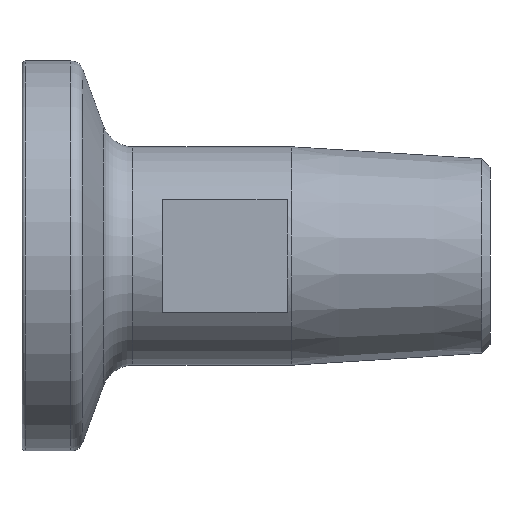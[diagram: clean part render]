
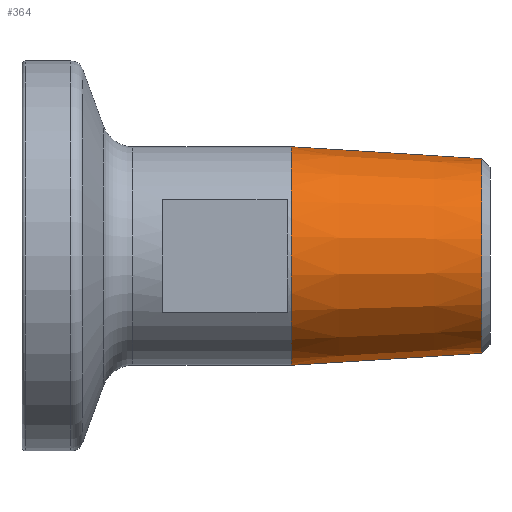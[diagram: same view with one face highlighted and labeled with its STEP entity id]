
A CAD part, front view. The second image highlights one B-rep face of the part: STEP entity #364.
In plain terms, the highlighted conical face has half-angle 3.576 degrees and reference radius 6.204 mm.
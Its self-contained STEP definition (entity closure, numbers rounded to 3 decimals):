
#26 = ORIENTED_EDGE ( 'NONE', *, *, #682, .T. ) ;
#55 = FACE_OUTER_BOUND ( 'NONE', #892, .T. ) ;
#61 = CARTESIAN_POINT ( 'NONE',  ( 17.269, 0., -7. ) ) ;
#118 = VERTEX_POINT ( 'NONE', #365 ) ;
#161 = DIRECTION ( 'NONE',  ( 0., 0., -1. ) ) ;
#173 = CARTESIAN_POINT ( 'NONE',  ( 30., 0., 0. ) ) ;
#177 = CARTESIAN_POINT ( 'NONE',  ( 30., 0., -6.204 ) ) ;
#202 = CARTESIAN_POINT ( 'NONE',  ( 29.467, 0., 6.238 ) ) ;
#241 = DIRECTION ( 'NONE',  ( -0.998, 0., -0.062 ) ) ;
#267 = DIRECTION ( 'NONE',  ( -1., 0., 0. ) ) ;
#334 = EDGE_CURVE ( 'NONE', #641, #755, #826, .T. ) ;
#354 = AXIS2_PLACEMENT_3D ( 'NONE', #679, #1004, #161 ) ;
#361 = AXIS2_PLACEMENT_3D ( 'NONE', #404, #709, #542 ) ;
#364 = ADVANCED_FACE ( 'NONE', ( #55 ), #1041, .T. ) ;
#365 = CARTESIAN_POINT ( 'NONE',  ( 29.467, 0., -6.238 ) ) ;
#404 = CARTESIAN_POINT ( 'NONE',  ( 17.269, 0., 0. ) ) ;
#433 = EDGE_CURVE ( 'NONE', #118, #537, #1013, .T. ) ;
#477 = ORIENTED_EDGE ( 'NONE', *, *, #334, .F. ) ;
#537 = VERTEX_POINT ( 'NONE', #202 ) ;
#542 = DIRECTION ( 'NONE',  ( 0., 0., 1. ) ) ;
#553 = VECTOR ( 'NONE', #966, 1000. ) ;
#639 = CARTESIAN_POINT ( 'NONE',  ( 30., 0., 6.204 ) ) ;
#641 = VERTEX_POINT ( 'NONE', #61 ) ;
#648 = ORIENTED_EDGE ( 'NONE', *, *, #433, .T. ) ;
#658 = CARTESIAN_POINT ( 'NONE',  ( 17.269, 0., 7. ) ) ;
#679 = CARTESIAN_POINT ( 'NONE',  ( 29.467, 0., 0. ) ) ;
#682 = EDGE_CURVE ( 'NONE', #537, #755, #1053, .T. ) ;
#708 = VECTOR ( 'NONE', #241, 1000. ) ;
#709 = DIRECTION ( 'NONE',  ( -1., 0., 0. ) ) ;
#753 = EDGE_CURVE ( 'NONE', #118, #641, #913, .T. ) ;
#755 = VERTEX_POINT ( 'NONE', #658 ) ;
#790 = AXIS2_PLACEMENT_3D ( 'NONE', #173, #267, #914 ) ;
#826 = CIRCLE ( 'NONE', #361, 7. ) ;
#856 = ORIENTED_EDGE ( 'NONE', *, *, #753, .F. ) ;
#892 = EDGE_LOOP ( 'NONE', ( #856, #648, #26, #477 ) ) ;
#913 = LINE ( 'NONE', #177, #708 ) ;
#914 = DIRECTION ( 'NONE',  ( 0., 0., 1. ) ) ;
#966 = DIRECTION ( 'NONE',  ( -0.998, 0., 0.062 ) ) ;
#1004 = DIRECTION ( 'NONE',  ( -1., 0., 0. ) ) ;
#1013 = CIRCLE ( 'NONE', #354, 6.238 ) ;
#1041 = CONICAL_SURFACE ( 'NONE', #790, 6.204, 0.062 ) ;
#1053 = LINE ( 'NONE', #639, #553 ) ;
